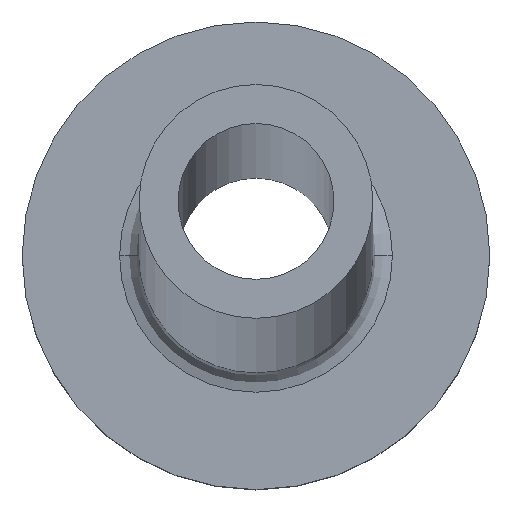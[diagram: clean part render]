
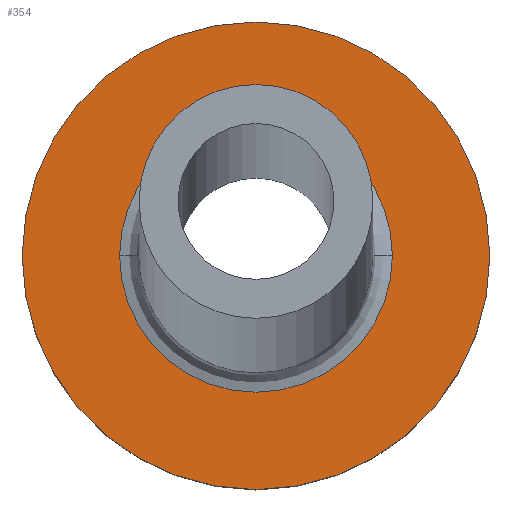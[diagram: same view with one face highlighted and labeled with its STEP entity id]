
A CAD part, top view. The second image highlights one B-rep face of the part: STEP entity #354.
In plain terms, the highlighted planar face has unit normal (0, 0, 1).
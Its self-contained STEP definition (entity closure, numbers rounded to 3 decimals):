
#3 = ORIENTED_EDGE ( 'NONE', *, *, #229, .T. ) ;
#7 = CARTESIAN_POINT ( 'NONE',  ( 0., 0., 5. ) ) ;
#8 = CIRCLE ( 'NONE', #55, 3.5 ) ;
#23 = DIRECTION ( 'NONE',  ( 0., 0., -1. ) ) ;
#34 = CARTESIAN_POINT ( 'NONE',  ( 0., 0., 5. ) ) ;
#38 = DIRECTION ( 'NONE',  ( 1., 0., 0. ) ) ;
#41 = CIRCLE ( 'NONE', #158, 3.5 ) ;
#52 = FACE_BOUND ( 'NONE', #340, .T. ) ;
#55 = AXIS2_PLACEMENT_3D ( 'NONE', #34, #160, #277 ) ;
#57 = DIRECTION ( 'NONE',  ( 0., 0., 1. ) ) ;
#64 = VERTEX_POINT ( 'NONE', #110 ) ;
#83 = DIRECTION ( 'NONE',  ( 0., 0., 1. ) ) ;
#100 = CARTESIAN_POINT ( 'NONE',  ( 6., 0., 5. ) ) ;
#104 = VERTEX_POINT ( 'NONE', #206 ) ;
#110 = CARTESIAN_POINT ( 'NONE',  ( 3.5, 0., 5. ) ) ;
#119 = AXIS2_PLACEMENT_3D ( 'NONE', #7, #127, #38 ) ;
#122 = ORIENTED_EDGE ( 'NONE', *, *, #185, .T. ) ;
#126 = CIRCLE ( 'NONE', #119, 6. ) ;
#127 = DIRECTION ( 'NONE',  ( 0., 0., 1. ) ) ;
#158 = AXIS2_PLACEMENT_3D ( 'NONE', #235, #23, #350 ) ;
#160 = DIRECTION ( 'NONE',  ( 0., 0., -1. ) ) ;
#161 = VERTEX_POINT ( 'NONE', #100 ) ;
#163 = ORIENTED_EDGE ( 'NONE', *, *, #330, .T. ) ;
#185 = EDGE_CURVE ( 'NONE', #104, #161, #126, .T. ) ;
#204 = DIRECTION ( 'NONE',  ( 1., 0., 0. ) ) ;
#206 = CARTESIAN_POINT ( 'NONE',  ( -6., 0., 5. ) ) ;
#221 = EDGE_LOOP ( 'NONE', ( #122, #163 ) ) ;
#229 = EDGE_CURVE ( 'NONE', #64, #252, #8, .T. ) ;
#235 = CARTESIAN_POINT ( 'NONE',  ( 0., 0., 5. ) ) ;
#241 = DIRECTION ( 'NONE',  ( 1., 0., 0. ) ) ;
#246 = ORIENTED_EDGE ( 'NONE', *, *, #312, .T. ) ;
#252 = VERTEX_POINT ( 'NONE', #280 ) ;
#266 = CIRCLE ( 'NONE', #356, 6. ) ;
#277 = DIRECTION ( 'NONE',  ( 1., 0., 0. ) ) ;
#280 = CARTESIAN_POINT ( 'NONE',  ( -3.5, 0., 5. ) ) ;
#284 = CARTESIAN_POINT ( 'NONE',  ( 0., 0., 5. ) ) ;
#290 = FACE_OUTER_BOUND ( 'NONE', #221, .T. ) ;
#312 = EDGE_CURVE ( 'NONE', #252, #64, #41, .T. ) ;
#315 = AXIS2_PLACEMENT_3D ( 'NONE', #284, #57, #241 ) ;
#316 = PLANE ( 'NONE',  #315 ) ;
#321 = CARTESIAN_POINT ( 'NONE',  ( 0., 0., 5. ) ) ;
#330 = EDGE_CURVE ( 'NONE', #161, #104, #266, .T. ) ;
#340 = EDGE_LOOP ( 'NONE', ( #3, #246 ) ) ;
#350 = DIRECTION ( 'NONE',  ( 1., 0., 0. ) ) ;
#354 = ADVANCED_FACE ( 'NONE', ( #52, #290 ), #316, .T. ) ;
#356 = AXIS2_PLACEMENT_3D ( 'NONE', #321, #83, #204 ) ;
